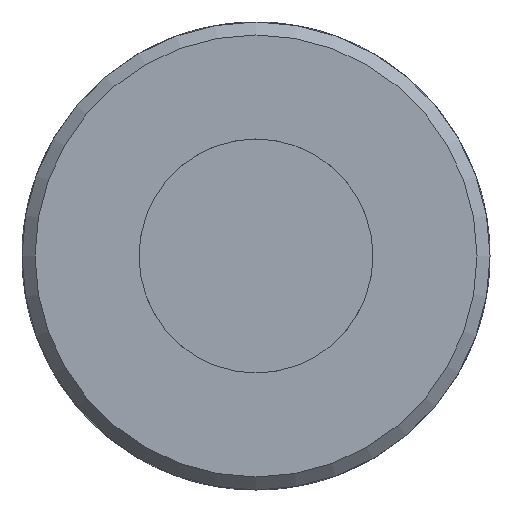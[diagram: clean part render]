
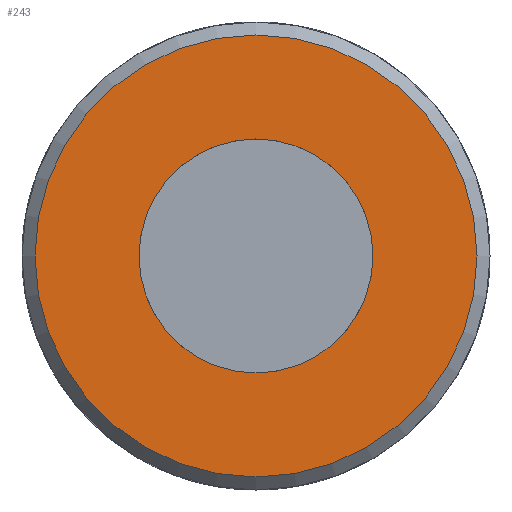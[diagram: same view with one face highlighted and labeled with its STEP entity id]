
A CAD part, left-side view. The second image highlights one B-rep face of the part: STEP entity #243.
In plain terms, the highlighted planar face has unit normal (-1, 0, 0).
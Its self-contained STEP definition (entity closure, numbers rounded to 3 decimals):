
#243 = ADVANCED_FACE( '', ( #500, #501 ), #502, .T. );
#500 = FACE_BOUND( '', #788, .T. );
#501 = FACE_OUTER_BOUND( '', #789, .T. );
#502 = PLANE( '', #790 );
#788 = EDGE_LOOP( '', ( #1234 ) );
#789 = EDGE_LOOP( '', ( #1235 ) );
#790 = AXIS2_PLACEMENT_3D( '', #1236, #1237, #1238 );
#1234 = ORIENTED_EDGE( '', *, *, #1616, .T. );
#1235 = ORIENTED_EDGE( '', *, *, #1642, .F. );
#1236 = CARTESIAN_POINT( '', ( 0., 17., 0. ) );
#1237 = DIRECTION( '', ( -1., 0., 0. ) );
#1238 = DIRECTION( '', ( 0., 0., 1. ) );
#1616 = EDGE_CURVE( '', #1900, #1900, #1901, .T. );
#1642 = EDGE_CURVE( '', #1933, #1933, #1934, .T. );
#1900 = VERTEX_POINT( '', #2612 );
#1901 = CIRCLE( '', #2613, 9. );
#1933 = VERTEX_POINT( '', #2700 );
#1934 = CIRCLE( '', #2701, 17. );
#2612 = CARTESIAN_POINT( '', ( 0., 0., -9. ) );
#2613 = AXIS2_PLACEMENT_3D( '', #3396, #3397, #3398 );
#2700 = CARTESIAN_POINT( '', ( 0., 0., -17. ) );
#2701 = AXIS2_PLACEMENT_3D( '', #3419, #3420, #3421 );
#3396 = CARTESIAN_POINT( '', ( 0., 0., 0. ) );
#3397 = DIRECTION( '', ( 1., 0., 0. ) );
#3398 = DIRECTION( '', ( 0., 0., -1. ) );
#3419 = CARTESIAN_POINT( '', ( 0., 0., 0. ) );
#3420 = DIRECTION( '', ( 1., 0., 0. ) );
#3421 = DIRECTION( '', ( 0., 0., -1. ) );
